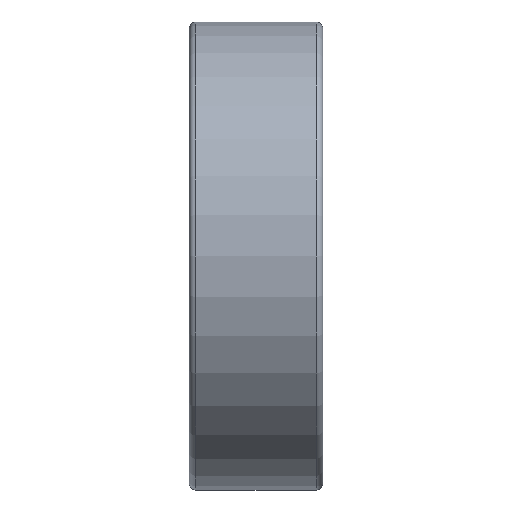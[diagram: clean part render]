
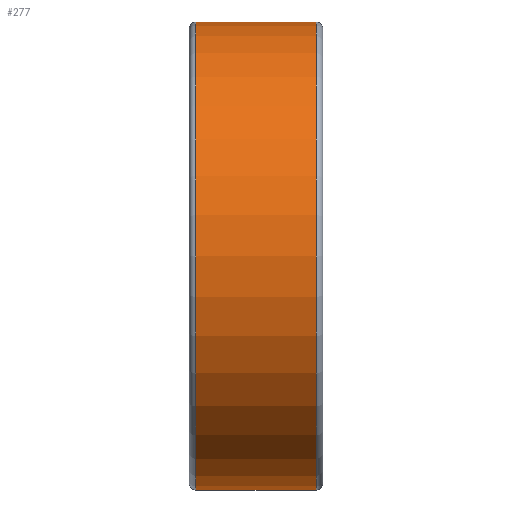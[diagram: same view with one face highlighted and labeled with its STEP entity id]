
A CAD part, front view. The second image highlights one B-rep face of the part: STEP entity #277.
In plain terms, the highlighted cylindrical face has radius 21 mm (diameter 42 mm), a full revolution.
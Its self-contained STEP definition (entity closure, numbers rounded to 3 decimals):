
#277 = ADVANCED_FACE( '', ( #421, #422 ), #423, .T. );
#421 = FACE_OUTER_BOUND( '', #520, .T. );
#422 = FACE_OUTER_BOUND( '', #521, .T. );
#423 = CYLINDRICAL_SURFACE( '', #522, 21. );
#520 = EDGE_LOOP( '', ( #615 ) );
#521 = EDGE_LOOP( '', ( #616 ) );
#522 = AXIS2_PLACEMENT_3D( '', #617, #618, #619 );
#615 = ORIENTED_EDGE( '', *, *, #728, .T. );
#616 = ORIENTED_EDGE( '', *, *, #722, .F. );
#617 = CARTESIAN_POINT( '', ( 50., 0., 0. ) );
#618 = DIRECTION( '', ( -1., 0., 0. ) );
#619 = DIRECTION( '', ( 0., 0., -1. ) );
#722 = EDGE_CURVE( '', #768, #768, #769, .T. );
#728 = EDGE_CURVE( '', #778, #778, #779, .T. );
#768 = VERTEX_POINT( '', #829 );
#769 = CIRCLE( '', #830, 21. );
#778 = VERTEX_POINT( '', #839 );
#779 = CIRCLE( '', #840, 21. );
#829 = CARTESIAN_POINT( '', ( 11.4, 0., -21. ) );
#830 = AXIS2_PLACEMENT_3D( '', #890, #891, #892 );
#839 = CARTESIAN_POINT( '', ( 0.6, 0., -21. ) );
#840 = AXIS2_PLACEMENT_3D( '', #902, #903, #904 );
#890 = CARTESIAN_POINT( '', ( 11.4, 0., 0. ) );
#891 = DIRECTION( '', ( 1., 0., 0. ) );
#892 = DIRECTION( '', ( 0., 0., -1. ) );
#902 = CARTESIAN_POINT( '', ( 0.6, 0., 0. ) );
#903 = DIRECTION( '', ( 1., 0., 0. ) );
#904 = DIRECTION( '', ( 0., 0., -1. ) );
